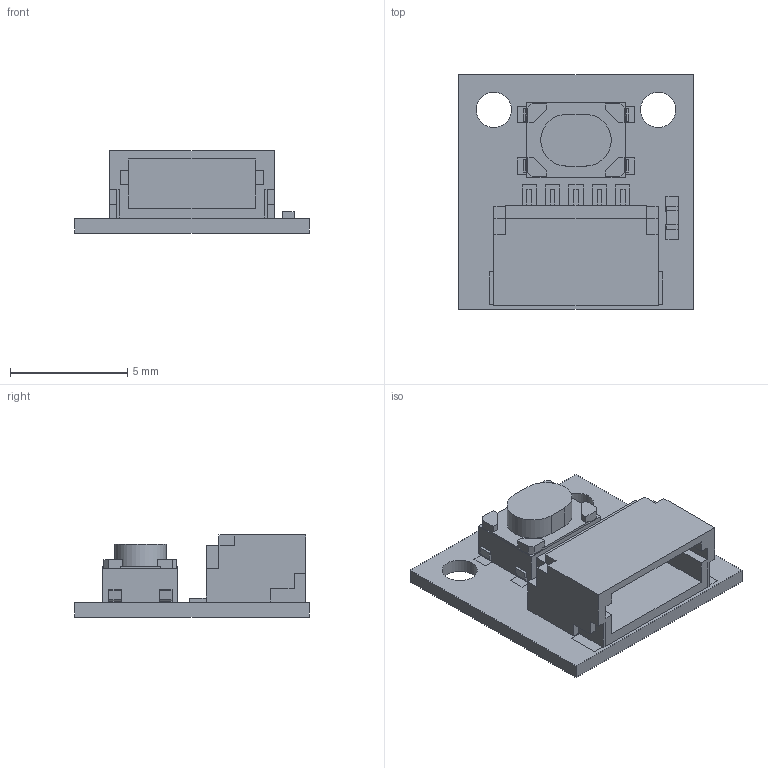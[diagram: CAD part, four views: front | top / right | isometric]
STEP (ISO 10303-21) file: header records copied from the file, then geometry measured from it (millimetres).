
FILE_DESCRIPTION(('FreeCAD Model'),'2;1');
FILE_NAME('Wireling_BUTTON_AST1015_REV1-STEP.step','2020-07-29T00:10:54',('Author'),(''), 'Open CASCADE STEP processor 7.4','FreeCAD','Unknown');
FILE_SCHEMA(('AUTOMOTIVE_DESIGN { 1 0 10303 214 1 1 1 1 }'));
Length unit declared in the file: millimetre
Products named in the file (1): Wireling_BUTTON_AST1015_REV1-STEP
Bounding box: 10 x 10 x 3.5 mm (x, y, z)
Volume: 238.9 mm3; surface area: 903.2 mm2
Topology: 35 solids, 35 shells, 431 faces, 1026 edges, 672 vertices
Faces by surface type: plane 413, cylinder 18
Full cylindrical faces by diameter (mm): 1.502 x4
Entity records: 27858 total; most frequent: CARTESIAN_POINT 4218, DIRECTION 3972, LINE 3006, VECTOR 3006, ORIENTED_EDGE 2052, PCURVE 2052, DEFINITIONAL_REPRESENTATION 2052, EDGE_CURVE 1026
